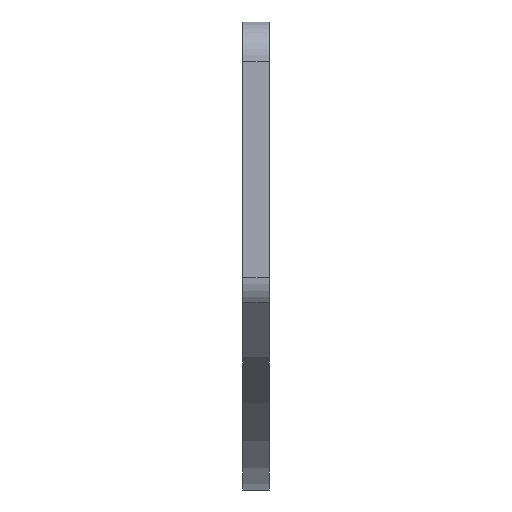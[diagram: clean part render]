
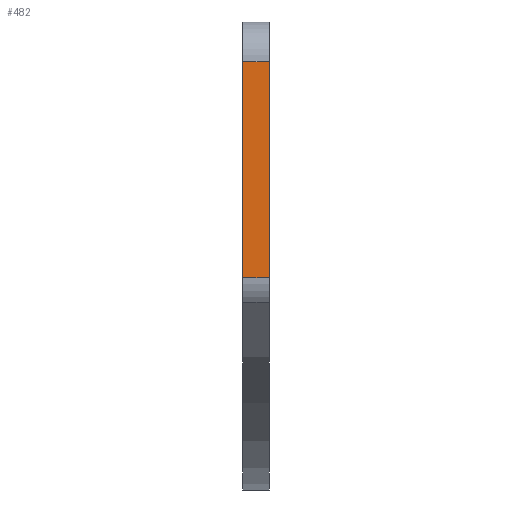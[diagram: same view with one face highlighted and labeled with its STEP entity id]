
A CAD part, left-side view. The second image highlights one B-rep face of the part: STEP entity #482.
In plain terms, the highlighted planar face has unit normal (-1, 0, 0).
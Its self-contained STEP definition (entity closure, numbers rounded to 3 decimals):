
#7 = CARTESIAN_POINT ( 'NONE',  ( -60., 2., -23.977 ) ) ;
#40 = FACE_OUTER_BOUND ( 'NONE', #526, .T. ) ;
#50 = AXIS2_PLACEMENT_3D ( 'NONE', #192, #131, #253 ) ;
#83 = DIRECTION ( 'NONE',  ( 0., 0., 1. ) ) ;
#89 = CARTESIAN_POINT ( 'NONE',  ( -60., 0., -25. ) ) ;
#92 = VECTOR ( 'NONE', #83, 1000. ) ;
#119 = CARTESIAN_POINT ( 'NONE',  ( -60., 0., -23.977 ) ) ;
#131 = DIRECTION ( 'NONE',  ( 1., 0., 0. ) ) ;
#175 = LINE ( 'NONE', #89, #488 ) ;
#192 = CARTESIAN_POINT ( 'NONE',  ( -60., 2., -25. ) ) ;
#222 = VERTEX_POINT ( 'NONE', #742 ) ;
#253 = DIRECTION ( 'NONE',  ( 0., 0., -1. ) ) ;
#324 = ORIENTED_EDGE ( 'NONE', *, *, #441, .T. ) ;
#347 = VECTOR ( 'NONE', #389, 1000. ) ;
#356 = ORIENTED_EDGE ( 'NONE', *, *, #390, .T. ) ;
#360 = VERTEX_POINT ( 'NONE', #119 ) ;
#361 = VERTEX_POINT ( 'NONE', #666 ) ;
#373 = LINE ( 'NONE', #422, #701 ) ;
#389 = DIRECTION ( 'NONE',  ( 0., 1., 0. ) ) ;
#390 = EDGE_CURVE ( 'NONE', #530, #360, #373, .T. ) ;
#402 = ORIENTED_EDGE ( 'NONE', *, *, #461, .F. ) ;
#407 = LINE ( 'NONE', #686, #92 ) ;
#417 = EDGE_CURVE ( 'NONE', #360, #222, #175, .T. ) ;
#422 = CARTESIAN_POINT ( 'NONE',  ( -60., 2., -23.977 ) ) ;
#441 = EDGE_CURVE ( 'NONE', #222, #361, #581, .T. ) ;
#461 = EDGE_CURVE ( 'NONE', #530, #361, #407, .T. ) ;
#482 = ADVANCED_FACE ( 'NONE', ( #40 ), #558, .F. ) ;
#488 = VECTOR ( 'NONE', #521, 1000. ) ;
#521 = DIRECTION ( 'NONE',  ( 0., 0., 1. ) ) ;
#526 = EDGE_LOOP ( 'NONE', ( #402, #356, #551, #324 ) ) ;
#530 = VERTEX_POINT ( 'NONE', #7 ) ;
#551 = ORIENTED_EDGE ( 'NONE', *, *, #417, .T. ) ;
#554 = DIRECTION ( 'NONE',  ( 0., -1., 0. ) ) ;
#558 = PLANE ( 'NONE',  #50 ) ;
#581 = LINE ( 'NONE', #747, #347 ) ;
#666 = CARTESIAN_POINT ( 'NONE',  ( -60., 2., -7.687 ) ) ;
#686 = CARTESIAN_POINT ( 'NONE',  ( -60., 2., -25. ) ) ;
#701 = VECTOR ( 'NONE', #554, 1000. ) ;
#742 = CARTESIAN_POINT ( 'NONE',  ( -60., 0., -7.687 ) ) ;
#747 = CARTESIAN_POINT ( 'NONE',  ( -60., 2., -7.687 ) ) ;
